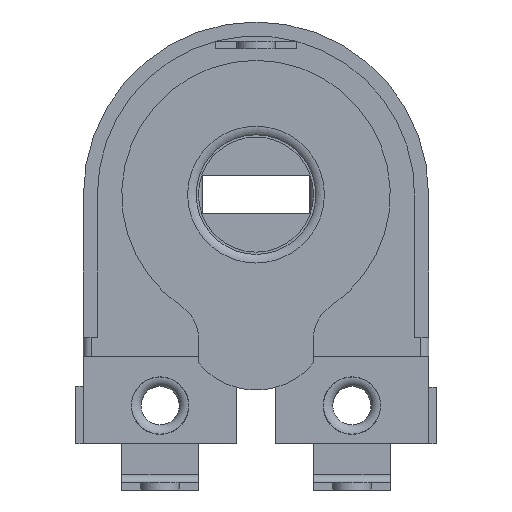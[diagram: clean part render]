
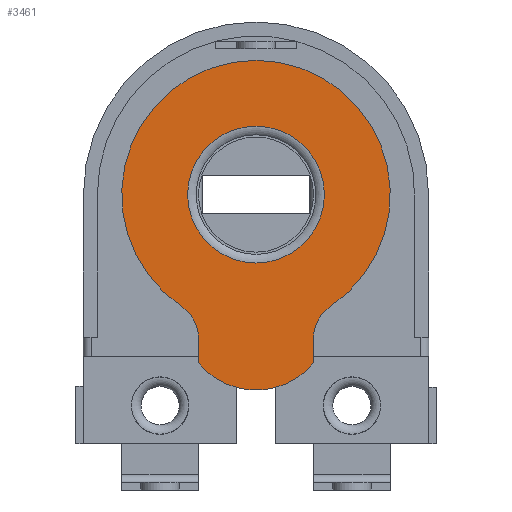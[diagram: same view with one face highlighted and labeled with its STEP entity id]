
A CAD part, front view. The second image highlights one B-rep face of the part: STEP entity #3461.
In plain terms, the highlighted planar face has unit normal (0, -1, 0).
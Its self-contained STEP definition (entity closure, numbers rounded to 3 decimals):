
#159=FACE_BOUND('',#572,.T.);
#224=CIRCLE('',#3716,1.934);
#225=CIRCLE('',#3719,1.);
#226=CIRCLE('',#3721,1.);
#227=CIRCLE('',#3724,3.5);
#229=CIRCLE('',#3727,1.783);
#368=FACE_OUTER_BOUND('',#571,.T.);
#571=EDGE_LOOP('',(#2719,#2720,#2721,#2722,#2723,#2724));
#572=EDGE_LOOP('',(#2725));
#875=LINE('',#5229,#1232);
#879=LINE('',#5241,#1236);
#1232=VECTOR('',#4307,10.);
#1236=VECTOR('',#4321,10.);
#1559=VERTEX_POINT('',#5221);
#1560=VERTEX_POINT('',#5223);
#1561=VERTEX_POINT('',#5227);
#1562=VERTEX_POINT('',#5231);
#1563=VERTEX_POINT('',#5235);
#1564=VERTEX_POINT('',#5237);
#1565=VERTEX_POINT('',#5245);
#1967=EDGE_CURVE('',#1560,#1559,#224,.T.);
#1970=EDGE_CURVE('',#1559,#1561,#875,.T.);
#1972=EDGE_CURVE('',#1562,#1561,#225,.T.);
#1974=EDGE_CURVE('',#1563,#1564,#226,.T.);
#1976=EDGE_CURVE('',#1563,#1560,#879,.T.);
#1977=EDGE_CURVE('',#1562,#1564,#227,.T.);
#1979=EDGE_CURVE('',#1565,#1565,#229,.T.);
#2719=ORIENTED_EDGE('',*,*,#1977,.T.);
#2720=ORIENTED_EDGE('',*,*,#1974,.F.);
#2721=ORIENTED_EDGE('',*,*,#1976,.T.);
#2722=ORIENTED_EDGE('',*,*,#1967,.T.);
#2723=ORIENTED_EDGE('',*,*,#1970,.T.);
#2724=ORIENTED_EDGE('',*,*,#1972,.F.);
#2725=ORIENTED_EDGE('',*,*,#1979,.F.);
#3315=PLANE('',#3728);
#3461=ADVANCED_FACE('',(#368,#159),#3315,.T.);
#3716=AXIS2_PLACEMENT_3D('',#5224,#4301,#4302);
#3719=AXIS2_PLACEMENT_3D('',#5233,#4311,#4312);
#3721=AXIS2_PLACEMENT_3D('',#5238,#4316,#4317);
#3724=AXIS2_PLACEMENT_3D('',#5243,#4324,#4325);
#3727=AXIS2_PLACEMENT_3D('',#5247,#4330,#4331);
#3728=AXIS2_PLACEMENT_3D('',#5248,#4332,#4333);
#4301=DIRECTION('center_axis',(0.,-1.,0.));
#4302=DIRECTION('ref_axis',(1.,0.,0.));
#4307=DIRECTION('',(0.,0.,1.));
#4311=DIRECTION('center_axis',(0.,-1.,0.));
#4312=DIRECTION('ref_axis',(-0.882,0.,0.471));
#4316=DIRECTION('center_axis',(0.,-1.,0.));
#4317=DIRECTION('ref_axis',(0.882,0.,0.471));
#4321=DIRECTION('',(0.,0.,-1.));
#4324=DIRECTION('center_axis',(0.,-1.,0.));
#4325=DIRECTION('ref_axis',(1.,0.,0.));
#4330=DIRECTION('center_axis',(0.,-1.,0.));
#4331=DIRECTION('ref_axis',(-1.,0.,0.));
#4332=DIRECTION('center_axis',(0.,-1.,0.));
#4333=DIRECTION('ref_axis',(1.,0.,0.));
#5221=CARTESIAN_POINT('',(33.5,7.8,17.867));
#5223=CARTESIAN_POINT('',(30.5,7.8,17.867));
#5224=CARTESIAN_POINT('Origin',(32.,7.8,19.088));
#5227=CARTESIAN_POINT('',(33.5,7.8,18.508));
#5229=CARTESIAN_POINT('',(33.5,7.8,17.867));
#5231=CARTESIAN_POINT('',(33.944,7.8,19.34));
#5233=CARTESIAN_POINT('Origin',(34.5,7.8,18.508));
#5235=CARTESIAN_POINT('',(30.5,7.8,18.508));
#5237=CARTESIAN_POINT('',(30.056,7.8,19.34));
#5238=CARTESIAN_POINT('Origin',(29.5,7.8,18.508));
#5241=CARTESIAN_POINT('',(30.5,7.8,17.867));
#5243=CARTESIAN_POINT('Origin',(32.,7.8,22.25));
#5245=CARTESIAN_POINT('',(33.783,7.8,22.25));
#5247=CARTESIAN_POINT('Origin',(32.,7.8,22.25));
#5248=CARTESIAN_POINT('Origin',(32.,7.8,22.25));
